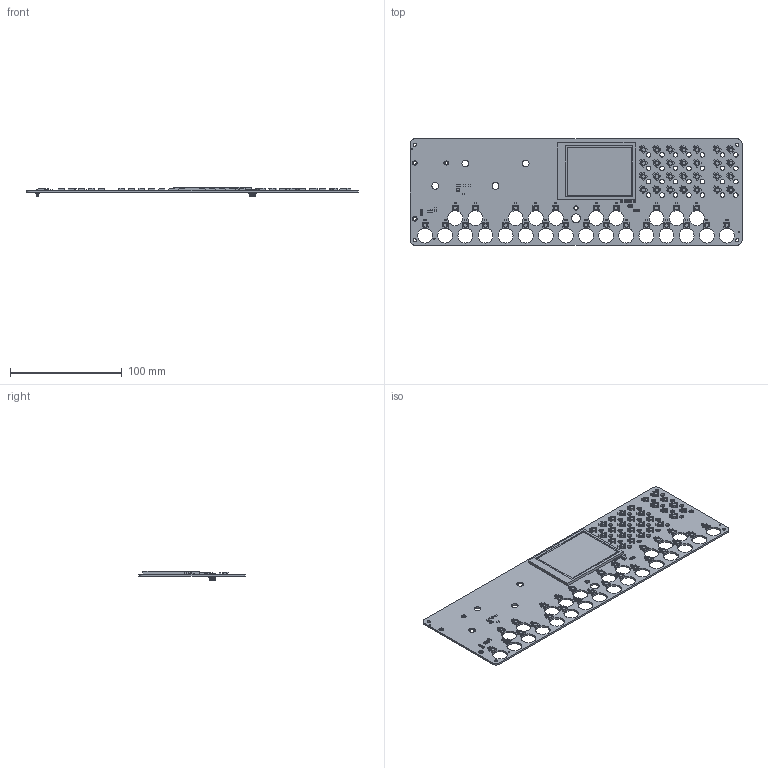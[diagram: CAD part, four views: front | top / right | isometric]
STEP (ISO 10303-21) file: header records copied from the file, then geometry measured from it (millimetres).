
FILE_DESCRIPTION(('KiCad electronic assembly'),'2;1');
FILE_NAME('OTTO_AUX_SMD.step','2020-06-01T09:57:33',('An Author'),( 'A Company'),'Open CASCADE STEP processor 7.4', 'KiCad to STEP converter','Unknown');
FILE_SCHEMA(('AUTOMOTIVE_DESIGN { 1 0 10303 214 1 1 1 1 }'));
Length unit declared in the file: millimetre
Products named in the file (20): Open CASCADE STEP translator 7.4 1; R_0805_2012Metric; SOLID; IPS_SCREEN; COMPOUND; PinHeader_2x05_P1.27mm_Vertical; SOT-23-6; SOT-23; C_0805_2012Metric; C_1206_3216Metric; LED_WS2812B_PLCC4_5.0x5.0mm_P3.2mm; SOT-23-5
Assembly tree (139 placements, depth 3):
  Open CASCADE STEP translator 7.4 1
    R_0805_2012Metric  x11
      SOLID
    IPS_SCREEN
      COMPOUND
    PinHeader_2x05_P1.27mm_Vertical  x2
      SOLID
    SOT-23-6
      SOLID
    SOT-23
      SOLID
    C_0805_2012Metric  x57
      SOLID
    C_1206_3216Metric
      SOLID
    LED_WS2812B_PLCC4_5.0x5.0mm_P3.2mm  x54
      SOLID
    SOT-23-5
      SOLID
    COMPOUND
Bounding box: 297 x 95 x 8.3 mm (x, y, z)
Volume: 48680.8 mm3; surface area: 72584.1 mm2
Topology: 132 solids, 132 shells, 6487 faces, 18022 edges, 11794 vertices
Faces by surface type: plane 4188, cylinder 2159, bspline 86, cone 54
Full cylindrical faces by diameter (mm): 0.5 x32, 0.65 x20, 1.152 x3, 2.7 x4, 2.8 x5, 3.333 x54, 4 x28, 6 x4, 8 x1, 13.3 x26
Entity records: 60343 total; most frequent: CARTESIAN_POINT 10288, DIRECTION 8375, LINE 5262, VECTOR 5262, ORIENTED_EDGE 4322, PCURVE 4322, DEFINITIONAL_REPRESENTATION 4322, EDGE_CURVE 2161
